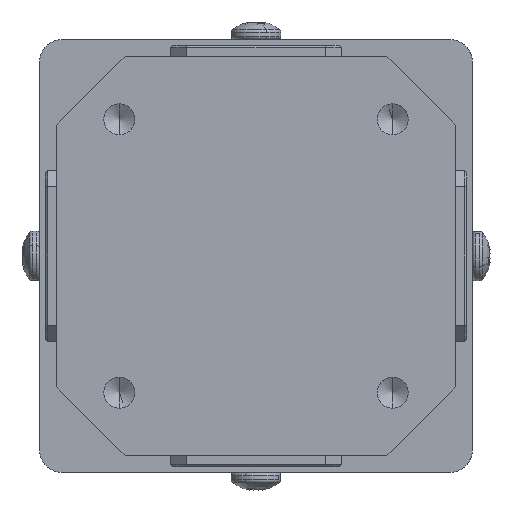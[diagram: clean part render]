
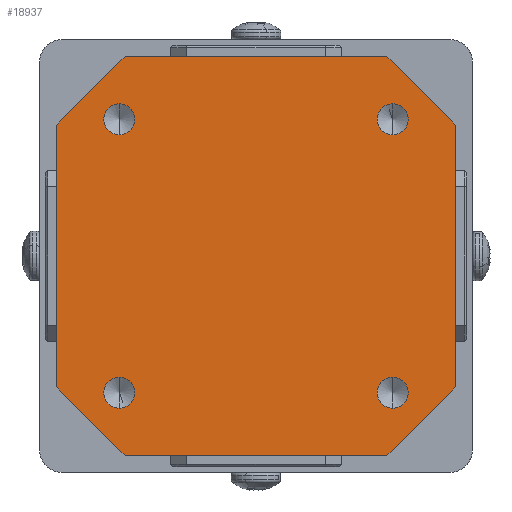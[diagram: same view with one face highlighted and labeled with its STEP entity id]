
A CAD part, front view. The second image highlights one B-rep face of the part: STEP entity #18937.
In plain terms, the highlighted planar face has unit normal (0, -1, 0).
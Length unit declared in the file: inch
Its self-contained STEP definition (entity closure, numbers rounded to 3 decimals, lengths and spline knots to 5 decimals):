
#327 = CARTESIAN_POINT ( 'NONE',  ( 0.875, 0., 0.875 ) ) ;
#617 = VECTOR ( 'NONE', #7780, 39.37008 ) ;
#633 = ORIENTED_EDGE ( 'NONE', *, *, #6717, .F. ) ;
#788 = CARTESIAN_POINT ( 'NONE',  ( -0.6, 0., -0.668 ) ) ;
#808 = EDGE_LOOP ( 'NONE', ( #6539, #13493, #2558, #20175, #17505, #1762, #833, #2208 ) ) ;
#833 = ORIENTED_EDGE ( 'NONE', *, *, #837, .F. ) ;
#837 = EDGE_CURVE ( 'NONE', #17462, #4874, #19061, .T. ) ;
#1097 = CARTESIAN_POINT ( 'NONE',  ( -0.875, 0., -0.575 ) ) ;
#1424 = FACE_OUTER_BOUND ( 'NONE', #808, .T. ) ;
#1599 = CARTESIAN_POINT ( 'NONE',  ( -0.575, 0., 0.875 ) ) ;
#1647 = CIRCLE ( 'NONE', #13751, 0.068 ) ;
#1762 = ORIENTED_EDGE ( 'NONE', *, *, #7238, .T. ) ;
#1828 = VERTEX_POINT ( 'NONE', #14661 ) ;
#1837 = DIRECTION ( 'NONE',  ( 0., -1., 0. ) ) ;
#2012 = VERTEX_POINT ( 'NONE', #6822 ) ;
#2063 = VERTEX_POINT ( 'NONE', #1097 ) ;
#2076 = DIRECTION ( 'NONE',  ( 0., -1., 0. ) ) ;
#2149 = EDGE_CURVE ( 'NONE', #8709, #5084, #7174, .T. ) ;
#2208 = ORIENTED_EDGE ( 'NONE', *, *, #12527, .T. ) ;
#2322 = DIRECTION ( 'NONE',  ( 0., -1., 0. ) ) ;
#2558 = ORIENTED_EDGE ( 'NONE', *, *, #22427, .F. ) ;
#2886 = AXIS2_PLACEMENT_3D ( 'NONE', #19795, #2322, #16021 ) ;
#3085 = DIRECTION ( 'NONE',  ( -1., 0., 0. ) ) ;
#3311 = LINE ( 'NONE', #17580, #21479 ) ;
#4088 = CARTESIAN_POINT ( 'NONE',  ( -0.6, 0., 0.6 ) ) ;
#4371 = CARTESIAN_POINT ( 'NONE',  ( 0.725, 0., 0.725 ) ) ;
#4419 = VERTEX_POINT ( 'NONE', #7020 ) ;
#4423 = CIRCLE ( 'NONE', #15063, 0.068 ) ;
#4653 = CARTESIAN_POINT ( 'NONE',  ( -0.575, 0., -0.875 ) ) ;
#4810 = EDGE_LOOP ( 'NONE', ( #19065, #21136 ) ) ;
#4874 = VERTEX_POINT ( 'NONE', #4653 ) ;
#5031 = DIRECTION ( 'NONE',  ( 0., 0., 1. ) ) ;
#5084 = VERTEX_POINT ( 'NONE', #12591 ) ;
#5533 = CARTESIAN_POINT ( 'NONE',  ( 0.6, 0., 0.6 ) ) ;
#5631 = ORIENTED_EDGE ( 'NONE', *, *, #8876, .F. ) ;
#5676 = EDGE_CURVE ( 'NONE', #10812, #4419, #16000, .T. ) ;
#6033 = CARTESIAN_POINT ( 'NONE',  ( 0.6, 0., -0.6 ) ) ;
#6452 = ORIENTED_EDGE ( 'NONE', *, *, #8905, .F. ) ;
#6539 = ORIENTED_EDGE ( 'NONE', *, *, #8914, .F. ) ;
#6717 = EDGE_CURVE ( 'NONE', #18226, #8060, #13452, .T. ) ;
#6822 = CARTESIAN_POINT ( 'NONE',  ( 0.875, 0., 0.575 ) ) ;
#6841 = AXIS2_PLACEMENT_3D ( 'NONE', #6033, #13062, #11332 ) ;
#7020 = CARTESIAN_POINT ( 'NONE',  ( -0.6, 0., -0.532 ) ) ;
#7174 = LINE ( 'NONE', #17543, #7832 ) ;
#7238 = EDGE_CURVE ( 'NONE', #2063, #4874, #9609, .T. ) ;
#7279 = EDGE_LOOP ( 'NONE', ( #5631, #17315 ) ) ;
#7334 = DIRECTION ( 'NONE',  ( 0., 0., -1. ) ) ;
#7463 = EDGE_LOOP ( 'NONE', ( #17608, #6452 ) ) ;
#7586 = CARTESIAN_POINT ( 'NONE',  ( 0.6, 0., 0.668 ) ) ;
#7780 = DIRECTION ( 'NONE',  ( 0.707, 0., -0.707 ) ) ;
#7832 = VECTOR ( 'NONE', #19258, 39.37008 ) ;
#8060 = VERTEX_POINT ( 'NONE', #7586 ) ;
#8132 = VECTOR ( 'NONE', #14707, 39.37008 ) ;
#8158 = CARTESIAN_POINT ( 'NONE',  ( 0.6, 0., 0.532 ) ) ;
#8709 = VERTEX_POINT ( 'NONE', #1599 ) ;
#8876 = EDGE_CURVE ( 'NONE', #18685, #17745, #16096, .T. ) ;
#8905 = EDGE_CURVE ( 'NONE', #4419, #10812, #15357, .T. ) ;
#8914 = EDGE_CURVE ( 'NONE', #2012, #21289, #17927, .T. ) ;
#9088 = DIRECTION ( 'NONE',  ( 0., 0., -1. ) ) ;
#9164 = DIRECTION ( 'NONE',  ( 0., 0., -1. ) ) ;
#9442 = VERTEX_POINT ( 'NONE', #14581 ) ;
#9494 = EDGE_CURVE ( 'NONE', #9442, #11931, #11710, .T. ) ;
#9609 = LINE ( 'NONE', #19848, #617 ) ;
#9706 = DIRECTION ( 'NONE',  ( 0., -1., 0. ) ) ;
#10795 = CARTESIAN_POINT ( 'NONE',  ( 0.6, 0., -0.6 ) ) ;
#10812 = VERTEX_POINT ( 'NONE', #788 ) ;
#11268 = CIRCLE ( 'NONE', #6841, 0.068 ) ;
#11332 = DIRECTION ( 'NONE',  ( 0., 0., -1. ) ) ;
#11392 = LINE ( 'NONE', #4371, #21236 ) ;
#11553 = DIRECTION ( 'NONE',  ( 0., 0., -1. ) ) ;
#11604 = EDGE_CURVE ( 'NONE', #8060, #18226, #4423, .T. ) ;
#11710 = CIRCLE ( 'NONE', #12090, 0.068 ) ;
#11931 = VERTEX_POINT ( 'NONE', #20596 ) ;
#11995 = CARTESIAN_POINT ( 'NONE',  ( 0.725, 0., -0.725 ) ) ;
#12090 = AXIS2_PLACEMENT_3D ( 'NONE', #10795, #2076, #11553 ) ;
#12304 = ORIENTED_EDGE ( 'NONE', *, *, #11604, .F. ) ;
#12409 = CARTESIAN_POINT ( 'NONE',  ( -0.6, 0., -0.6 ) ) ;
#12458 = FACE_BOUND ( 'NONE', #18124, .T. ) ;
#12511 = DIRECTION ( 'NONE',  ( 0., 0., -1. ) ) ;
#12527 = EDGE_CURVE ( 'NONE', #17462, #21289, #22465, .T. ) ;
#12591 = CARTESIAN_POINT ( 'NONE',  ( -0.875, 0., 0.575 ) ) ;
#13062 = DIRECTION ( 'NONE',  ( 0., -1., 0. ) ) ;
#13452 = CIRCLE ( 'NONE', #22276, 0.068 ) ;
#13462 = CARTESIAN_POINT ( 'NONE',  ( -0.6, 0., -0.6 ) ) ;
#13493 = ORIENTED_EDGE ( 'NONE', *, *, #18029, .T. ) ;
#13751 = AXIS2_PLACEMENT_3D ( 'NONE', #4088, #21255, #12511 ) ;
#14494 = EDGE_CURVE ( 'NONE', #2063, #5084, #3311, .T. ) ;
#14581 = CARTESIAN_POINT ( 'NONE',  ( 0.6, 0., -0.532 ) ) ;
#14661 = CARTESIAN_POINT ( 'NONE',  ( 0.575, 0., 0.875 ) ) ;
#14693 = EDGE_CURVE ( 'NONE', #17745, #18685, #1647, .T. ) ;
#14707 = DIRECTION ( 'NONE',  ( 1., 0., 0. ) ) ;
#14887 = DIRECTION ( 'NONE',  ( 0., 0., -1. ) ) ;
#14932 = LINE ( 'NONE', #16447, #8132 ) ;
#14959 = DIRECTION ( 'NONE',  ( 0., -1., 0. ) ) ;
#14994 = CARTESIAN_POINT ( 'NONE',  ( 0.6, 0., 0.6 ) ) ;
#15063 = AXIS2_PLACEMENT_3D ( 'NONE', #14994, #9706, #14887 ) ;
#15074 = DIRECTION ( 'NONE',  ( 0., 0., -1. ) ) ;
#15357 = CIRCLE ( 'NONE', #18305, 0.068 ) ;
#15439 = FACE_BOUND ( 'NONE', #4810, .T. ) ;
#15546 = CARTESIAN_POINT ( 'NONE',  ( -0.6, 0., 0.668 ) ) ;
#15806 = CARTESIAN_POINT ( 'NONE',  ( 0.575, 0., -0.875 ) ) ;
#15967 = CARTESIAN_POINT ( 'NONE',  ( -0.6, 0., 0.6 ) ) ;
#16000 = CIRCLE ( 'NONE', #19669, 0.068 ) ;
#16021 = DIRECTION ( 'NONE',  ( 0., 0., -1. ) ) ;
#16096 = CIRCLE ( 'NONE', #19016, 0.068 ) ;
#16193 = DIRECTION ( 'NONE',  ( 0., 0., -1. ) ) ;
#16237 = FACE_BOUND ( 'NONE', #7279, .T. ) ;
#16376 = CARTESIAN_POINT ( 'NONE',  ( -0.6, 0., 0.532 ) ) ;
#16447 = CARTESIAN_POINT ( 'NONE',  ( -0.875, 0., 0.875 ) ) ;
#16801 = EDGE_CURVE ( 'NONE', #11931, #9442, #11268, .T. ) ;
#17046 = VECTOR ( 'NONE', #17285, 39.37008 ) ;
#17285 = DIRECTION ( 'NONE',  ( 0.707, 0., 0.707 ) ) ;
#17315 = ORIENTED_EDGE ( 'NONE', *, *, #14693, .F. ) ;
#17462 = VERTEX_POINT ( 'NONE', #15806 ) ;
#17505 = ORIENTED_EDGE ( 'NONE', *, *, #14494, .F. ) ;
#17543 = CARTESIAN_POINT ( 'NONE',  ( -0.725, 0., 0.725 ) ) ;
#17580 = CARTESIAN_POINT ( 'NONE',  ( -0.875, 0., 0.875 ) ) ;
#17608 = ORIENTED_EDGE ( 'NONE', *, *, #5676, .F. ) ;
#17745 = VERTEX_POINT ( 'NONE', #15546 ) ;
#17818 = DIRECTION ( 'NONE',  ( 0., -1., 0. ) ) ;
#17927 = LINE ( 'NONE', #327, #21258 ) ;
#18029 = EDGE_CURVE ( 'NONE', #2012, #1828, #11392, .T. ) ;
#18124 = EDGE_LOOP ( 'NONE', ( #633, #12304 ) ) ;
#18172 = DIRECTION ( 'NONE',  ( 0., -1., 0. ) ) ;
#18226 = VERTEX_POINT ( 'NONE', #8158 ) ;
#18305 = AXIS2_PLACEMENT_3D ( 'NONE', #12409, #1837, #16193 ) ;
#18685 = VERTEX_POINT ( 'NONE', #16376 ) ;
#18937 = ADVANCED_FACE ( 'NONE', ( #1424, #15439, #20720, #16237, #12458 ), #21419, .T. ) ;
#19016 = AXIS2_PLACEMENT_3D ( 'NONE', #15967, #17818, #7334 ) ;
#19061 = LINE ( 'NONE', #20786, #21764 ) ;
#19065 = ORIENTED_EDGE ( 'NONE', *, *, #16801, .F. ) ;
#19258 = DIRECTION ( 'NONE',  ( -0.707, 0., -0.707 ) ) ;
#19669 = AXIS2_PLACEMENT_3D ( 'NONE', #13462, #14959, #15074 ) ;
#19795 = CARTESIAN_POINT ( 'NONE',  ( 0., 0., 0. ) ) ;
#19848 = CARTESIAN_POINT ( 'NONE',  ( -0.725, 0., -0.725 ) ) ;
#20175 = ORIENTED_EDGE ( 'NONE', *, *, #2149, .T. ) ;
#20596 = CARTESIAN_POINT ( 'NONE',  ( 0.6, 0., -0.668 ) ) ;
#20720 = FACE_BOUND ( 'NONE', #7463, .T. ) ;
#20786 = CARTESIAN_POINT ( 'NONE',  ( -0.875, 0., -0.875 ) ) ;
#21029 = CARTESIAN_POINT ( 'NONE',  ( 0.875, 0., -0.575 ) ) ;
#21136 = ORIENTED_EDGE ( 'NONE', *, *, #9494, .F. ) ;
#21236 = VECTOR ( 'NONE', #21972, 39.37008 ) ;
#21255 = DIRECTION ( 'NONE',  ( 0., -1., 0. ) ) ;
#21258 = VECTOR ( 'NONE', #9164, 39.37008 ) ;
#21289 = VERTEX_POINT ( 'NONE', #21029 ) ;
#21419 = PLANE ( 'NONE',  #2886 ) ;
#21479 = VECTOR ( 'NONE', #5031, 39.37008 ) ;
#21764 = VECTOR ( 'NONE', #3085, 39.37008 ) ;
#21972 = DIRECTION ( 'NONE',  ( -0.707, 0., 0.707 ) ) ;
#22276 = AXIS2_PLACEMENT_3D ( 'NONE', #5533, #18172, #9088 ) ;
#22427 = EDGE_CURVE ( 'NONE', #8709, #1828, #14932, .T. ) ;
#22465 = LINE ( 'NONE', #11995, #17046 ) ;
